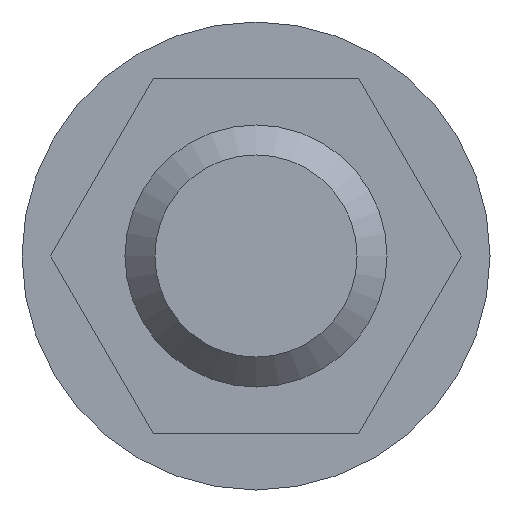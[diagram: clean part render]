
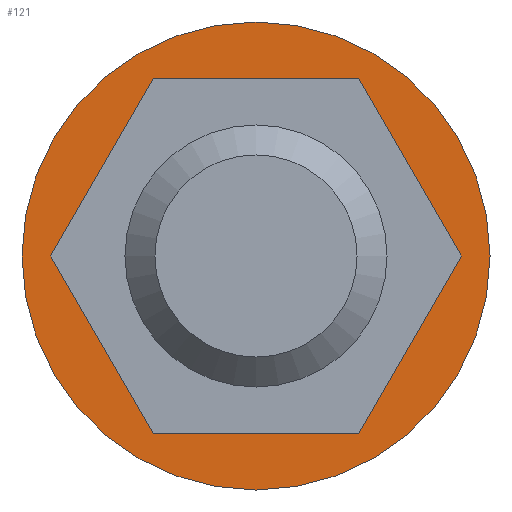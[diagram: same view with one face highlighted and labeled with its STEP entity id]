
A CAD part, front view. The second image highlights one B-rep face of the part: STEP entity #121.
In plain terms, the highlighted planar face has unit normal (0, -1, 0).
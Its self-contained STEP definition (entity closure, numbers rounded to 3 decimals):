
#112 = DIRECTION ( 'NONE',  ( 0., 0., 1. ) ) ;
#115 = EDGE_LOOP ( 'NONE', ( #398 ) ) ;
#121 = ADVANCED_FACE ( 'NONE', ( #405, #451 ), #332, .F. ) ;
#133 = CARTESIAN_POINT ( 'NONE',  ( 0., 21., 0. ) ) ;
#185 = CARTESIAN_POINT ( 'NONE',  ( 0., 21., 6. ) ) ;
#188 = AXIS2_PLACEMENT_3D ( 'NONE', #133, #497, #261 ) ;
#253 = DIRECTION ( 'NONE',  ( 0., 1., 0. ) ) ;
#261 = DIRECTION ( 'NONE',  ( 0., 0., 1. ) ) ;
#267 = AXIS2_PLACEMENT_3D ( 'NONE', #321, #474, #112 ) ;
#272 = VERTEX_POINT ( 'NONE', #185 ) ;
#290 = CARTESIAN_POINT ( 'NONE',  ( -9.448, 21., 3.276 ) ) ;
#301 = CIRCLE ( 'NONE', #188, 6. ) ;
#316 = VERTEX_POINT ( 'NONE', #469 ) ;
#321 = CARTESIAN_POINT ( 'NONE',  ( 0., 21., 0. ) ) ;
#328 = AXIS2_PLACEMENT_3D ( 'NONE', #290, #253, #373 ) ;
#332 = PLANE ( 'NONE',  #328 ) ;
#348 = ORIENTED_EDGE ( 'NONE', *, *, #501, .T. ) ;
#351 = CIRCLE ( 'NONE', #267, 12.5 ) ;
#360 = EDGE_CURVE ( 'NONE', #272, #272, #301, .T. ) ;
#373 = DIRECTION ( 'NONE',  ( 0.328, 0., 0.945 ) ) ;
#398 = ORIENTED_EDGE ( 'NONE', *, *, #360, .T. ) ;
#405 = FACE_BOUND ( 'NONE', #115, .T. ) ;
#451 = FACE_OUTER_BOUND ( 'NONE', #454, .T. ) ;
#454 = EDGE_LOOP ( 'NONE', ( #348 ) ) ;
#469 = CARTESIAN_POINT ( 'NONE',  ( 0., 21., 12.5 ) ) ;
#474 = DIRECTION ( 'NONE',  ( 0., -1., 0. ) ) ;
#497 = DIRECTION ( 'NONE',  ( 0., 1., 0. ) ) ;
#501 = EDGE_CURVE ( 'NONE', #316, #316, #351, .T. ) ;
